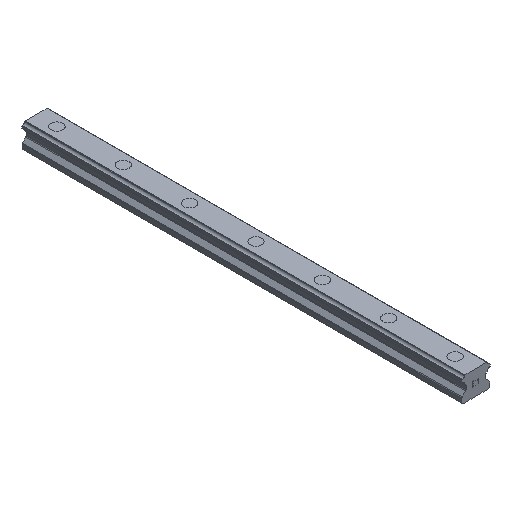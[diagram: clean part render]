
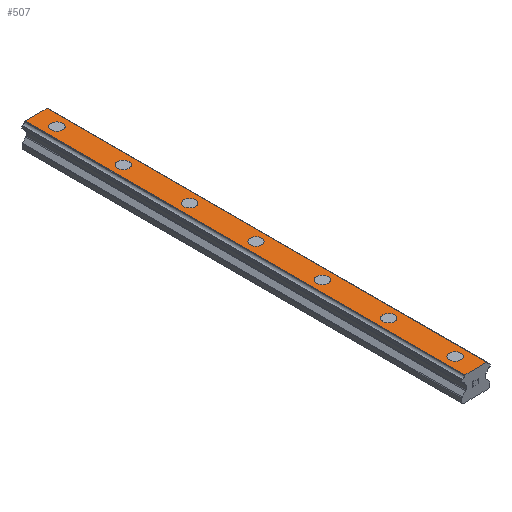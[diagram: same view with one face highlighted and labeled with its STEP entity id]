
A CAD part, isometric view. The second image highlights one B-rep face of the part: STEP entity #507.
In plain terms, the highlighted planar face has unit normal (0, 0, 1).
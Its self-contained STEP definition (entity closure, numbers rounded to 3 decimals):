
#507=ADVANCED_FACE('',(#1044,#1045,#1046,#1047,#1048,#1049,#1050,#1051),#1052,.T.);
#1044=FACE_BOUND('',#1611,.T.);
#1045=FACE_BOUND('',#1612,.T.);
#1046=FACE_BOUND('',#1613,.T.);
#1047=FACE_BOUND('',#1614,.T.);
#1048=FACE_BOUND('',#1615,.T.);
#1049=FACE_BOUND('',#1616,.T.);
#1050=FACE_BOUND('',#1617,.T.);
#1051=FACE_OUTER_BOUND('',#1618,.T.);
#1052=PLANE('',#1619);
#1611=EDGE_LOOP('',(#3087,#3088));
#1612=EDGE_LOOP('',(#3089,#3090));
#1613=EDGE_LOOP('',(#3091,#3092));
#1614=EDGE_LOOP('',(#3093,#3094));
#1615=EDGE_LOOP('',(#3095,#3096));
#1616=EDGE_LOOP('',(#3097,#3098));
#1617=EDGE_LOOP('',(#3099,#3100));
#1618=EDGE_LOOP('',(#3101,#3102,#3103,#3104));
#1619=AXIS2_PLACEMENT_3D('',#3105,#3106,#3107);
#3087=ORIENTED_EDGE('',*,*,#3390,.T.);
#3088=ORIENTED_EDGE('',*,*,#3813,.T.);
#3089=ORIENTED_EDGE('',*,*,#3380,.T.);
#3090=ORIENTED_EDGE('',*,*,#3819,.T.);
#3091=ORIENTED_EDGE('',*,*,#3370,.T.);
#3092=ORIENTED_EDGE('',*,*,#3825,.T.);
#3093=ORIENTED_EDGE('',*,*,#3360,.T.);
#3094=ORIENTED_EDGE('',*,*,#3831,.T.);
#3095=ORIENTED_EDGE('',*,*,#3350,.T.);
#3096=ORIENTED_EDGE('',*,*,#3837,.T.);
#3097=ORIENTED_EDGE('',*,*,#3340,.T.);
#3098=ORIENTED_EDGE('',*,*,#3843,.T.);
#3099=ORIENTED_EDGE('',*,*,#3330,.T.);
#3100=ORIENTED_EDGE('',*,*,#3849,.T.);
#3101=ORIENTED_EDGE('',*,*,#3788,.T.);
#3102=ORIENTED_EDGE('',*,*,#3904,.F.);
#3103=ORIENTED_EDGE('',*,*,#3650,.T.);
#3104=ORIENTED_EDGE('',*,*,#3902,.T.);
#3105=CARTESIAN_POINT('',(0.,530.0,29.));
#3106=DIRECTION('',(0.0,0.0,1.0));
#3107=DIRECTION('',(-1.0,0.0,0.0));
#3330=EDGE_CURVE('',#3968,#3965,#3969,.T.);
#3340=EDGE_CURVE('',#3986,#3983,#3987,.T.);
#3350=EDGE_CURVE('',#4004,#4001,#4005,.T.);
#3360=EDGE_CURVE('',#4022,#4019,#4023,.T.);
#3370=EDGE_CURVE('',#4040,#4037,#4041,.T.);
#3380=EDGE_CURVE('',#4058,#4055,#4059,.T.);
#3390=EDGE_CURVE('',#4076,#4073,#4077,.T.);
#3650=EDGE_CURVE('',#4468,#4466,#4469,.T.);
#3788=EDGE_CURVE('',#4699,#4697,#4700,.T.);
#3813=EDGE_CURVE('',#4073,#4076,#4747,.T.);
#3819=EDGE_CURVE('',#4055,#4058,#4753,.T.);
#3825=EDGE_CURVE('',#4037,#4040,#4759,.T.);
#3831=EDGE_CURVE('',#4019,#4022,#4765,.T.);
#3837=EDGE_CURVE('',#4001,#4004,#4771,.T.);
#3843=EDGE_CURVE('',#3983,#3986,#4777,.T.);
#3849=EDGE_CURVE('',#3965,#3968,#4783,.T.);
#3902=EDGE_CURVE('',#4466,#4699,#4836,.T.);
#3904=EDGE_CURVE('',#4468,#4697,#4838,.T.);
#3965=VERTEX_POINT('',#4901);
#3968=VERTEX_POINT('',#4905);
#3969=CIRCLE('',#4906,7.0);
#3983=VERTEX_POINT('',#4923);
#3986=VERTEX_POINT('',#4927);
#3987=CIRCLE('',#4928,7.0);
#4001=VERTEX_POINT('',#4945);
#4004=VERTEX_POINT('',#4949);
#4005=CIRCLE('',#4950,7.0);
#4019=VERTEX_POINT('',#4967);
#4022=VERTEX_POINT('',#4971);
#4023=CIRCLE('',#4972,7.0);
#4037=VERTEX_POINT('',#4989);
#4040=VERTEX_POINT('',#4993);
#4041=CIRCLE('',#4994,7.0);
#4055=VERTEX_POINT('',#5011);
#4058=VERTEX_POINT('',#5015);
#4059=CIRCLE('',#5016,7.0);
#4073=VERTEX_POINT('',#5033);
#4076=VERTEX_POINT('',#5037);
#4077=CIRCLE('',#5038,7.0);
#4466=VERTEX_POINT('',#5569);
#4468=VERTEX_POINT('',#5572);
#4469=LINE('',#5573,#5574);
#4697=VERTEX_POINT('',#5892);
#4699=VERTEX_POINT('',#5895);
#4700=LINE('',#5896,#5897);
#4747=CIRCLE('',#5956,7.0);
#4753=CIRCLE('',#5962,7.0);
#4759=CIRCLE('',#5968,7.0);
#4765=CIRCLE('',#5974,7.0);
#4771=CIRCLE('',#5980,7.0);
#4777=CIRCLE('',#5986,7.0);
#4783=CIRCLE('',#5992,7.0);
#4836=LINE('',#6069,#6070);
#4838=LINE('',#6072,#6073);
#4901=CARTESIAN_POINT('',(7.0,25.0,29.));
#4905=CARTESIAN_POINT('',(-7.0,25.0,29.));
#4906=AXIS2_PLACEMENT_3D('',#6157,#6158,#6159);
#4923=CARTESIAN_POINT('',(7.0,105.0,29.));
#4927=CARTESIAN_POINT('',(-7.0,105.0,29.));
#4928=AXIS2_PLACEMENT_3D('',#6173,#6174,#6175);
#4945=CARTESIAN_POINT('',(7.0,185.0,29.));
#4949=CARTESIAN_POINT('',(-7.0,185.0,29.));
#4950=AXIS2_PLACEMENT_3D('',#6189,#6190,#6191);
#4967=CARTESIAN_POINT('',(7.0,265.0,29.));
#4971=CARTESIAN_POINT('',(-7.0,265.0,29.));
#4972=AXIS2_PLACEMENT_3D('',#6205,#6206,#6207);
#4989=CARTESIAN_POINT('',(7.0,345.0,29.));
#4993=CARTESIAN_POINT('',(-7.0,345.0,29.));
#4994=AXIS2_PLACEMENT_3D('',#6221,#6222,#6223);
#5011=CARTESIAN_POINT('',(7.0,425.0,29.));
#5015=CARTESIAN_POINT('',(-7.0,425.0,29.));
#5016=AXIS2_PLACEMENT_3D('',#6237,#6238,#6239);
#5033=CARTESIAN_POINT('',(7.0,505.0,29.));
#5037=CARTESIAN_POINT('',(-7.0,505.0,29.));
#5038=AXIS2_PLACEMENT_3D('',#6253,#6254,#6255);
#5569=CARTESIAN_POINT('',(-13.251,530.0,29.));
#5572=CARTESIAN_POINT('',(13.251,530.0,29.));
#5573=CARTESIAN_POINT('',(13.251,530.0,29.));
#5574=VECTOR('',#6540,1.0);
#5892=CARTESIAN_POINT('',(13.251,0.0,29.));
#5895=CARTESIAN_POINT('',(-13.251,0.0,29.));
#5896=CARTESIAN_POINT('',(13.251,0.0,29.));
#5897=VECTOR('',#6698,1.0);
#5956=AXIS2_PLACEMENT_3D('',#6744,#6745,#6746);
#5962=AXIS2_PLACEMENT_3D('',#6753,#6754,#6755);
#5968=AXIS2_PLACEMENT_3D('',#6762,#6763,#6764);
#5974=AXIS2_PLACEMENT_3D('',#6771,#6772,#6773);
#5980=AXIS2_PLACEMENT_3D('',#6780,#6781,#6782);
#5986=AXIS2_PLACEMENT_3D('',#6789,#6790,#6791);
#5992=AXIS2_PLACEMENT_3D('',#6798,#6799,#6800);
#6069=CARTESIAN_POINT('',(-13.251,530.0,29.));
#6070=VECTOR('',#6831,1.0);
#6072=CARTESIAN_POINT('',(13.251,530.0,29.));
#6073=VECTOR('',#6832,1.0);
#6157=CARTESIAN_POINT('',(0.0,25.0,29.));
#6158=DIRECTION('',(0.0,0.0,-1.0));
#6159=DIRECTION('',(1.0,0.0,0.0));
#6173=CARTESIAN_POINT('',(0.0,105.0,29.));
#6174=DIRECTION('',(0.0,0.0,-1.0));
#6175=DIRECTION('',(1.0,0.0,0.0));
#6189=CARTESIAN_POINT('',(0.0,185.0,29.));
#6190=DIRECTION('',(0.0,0.0,-1.0));
#6191=DIRECTION('',(1.0,0.0,0.0));
#6205=CARTESIAN_POINT('',(0.0,265.0,29.));
#6206=DIRECTION('',(0.0,0.0,-1.0));
#6207=DIRECTION('',(1.0,0.0,0.0));
#6221=CARTESIAN_POINT('',(0.0,345.0,29.));
#6222=DIRECTION('',(0.0,0.0,-1.0));
#6223=DIRECTION('',(1.0,0.0,0.0));
#6237=CARTESIAN_POINT('',(0.0,425.0,29.));
#6238=DIRECTION('',(0.0,0.0,-1.0));
#6239=DIRECTION('',(1.0,0.0,0.0));
#6253=CARTESIAN_POINT('',(0.0,505.0,29.));
#6254=DIRECTION('',(0.0,0.0,-1.0));
#6255=DIRECTION('',(1.0,0.0,0.0));
#6540=DIRECTION('',(-1.0,0.0,0.0));
#6698=DIRECTION('',(1.0,0.0,0.0));
#6744=CARTESIAN_POINT('',(0.0,505.0,29.));
#6745=DIRECTION('',(0.0,0.0,-1.0));
#6746=DIRECTION('',(1.0,0.0,0.0));
#6753=CARTESIAN_POINT('',(0.0,425.0,29.));
#6754=DIRECTION('',(0.0,0.0,-1.0));
#6755=DIRECTION('',(1.0,0.0,0.0));
#6762=CARTESIAN_POINT('',(0.0,345.0,29.));
#6763=DIRECTION('',(0.0,0.0,-1.0));
#6764=DIRECTION('',(1.0,0.0,0.0));
#6771=CARTESIAN_POINT('',(0.0,265.0,29.));
#6772=DIRECTION('',(0.0,0.0,-1.0));
#6773=DIRECTION('',(1.0,0.0,0.0));
#6780=CARTESIAN_POINT('',(0.0,185.0,29.));
#6781=DIRECTION('',(0.0,0.0,-1.0));
#6782=DIRECTION('',(1.0,0.0,0.0));
#6789=CARTESIAN_POINT('',(0.0,105.0,29.));
#6790=DIRECTION('',(0.0,0.0,-1.0));
#6791=DIRECTION('',(1.0,0.0,0.0));
#6798=CARTESIAN_POINT('',(0.0,25.0,29.));
#6799=DIRECTION('',(0.0,0.0,-1.0));
#6800=DIRECTION('',(1.0,0.0,0.0));
#6831=DIRECTION('',(0.0,-1.0,0.0));
#6832=DIRECTION('',(0.0,-1.0,0.0));
